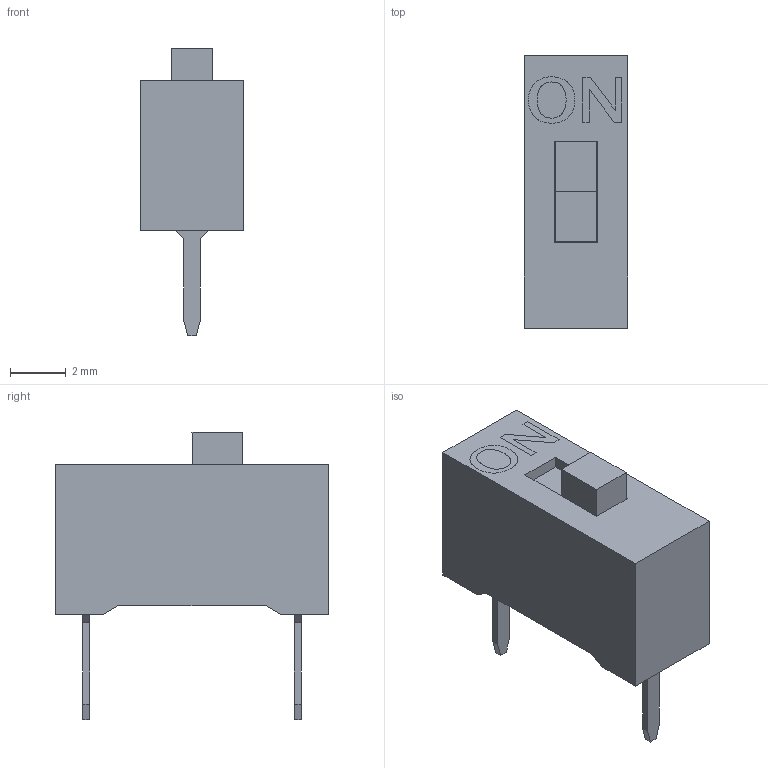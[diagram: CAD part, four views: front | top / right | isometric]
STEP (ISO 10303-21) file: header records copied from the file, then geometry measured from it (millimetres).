
FILE_DESCRIPTION(('STEP AP214'), '1');
FILE_NAME('418117270902', '2016-10-27T19:48:59', ('Nobody'), (''), 'ASCON STEP Converter 1.3', 'ASCON Math Kernel', '');
FILE_SCHEMA(('AUTOMOTIVE_DESIGN { 1 0 10303 214 3 1 1}'));
Length unit declared in the file: millimetre
Bounding box: 3.74 x 9.8 x 10.35 mm (x, y, z)
Volume: 189.3 mm3; surface area: 273.2 mm2
Topology: 4 solids, 4 shells, 58 faces, 214 edges, 168 vertices
Faces by surface type: plane 58
Entity records: 2916 total; most frequent: CARTESIAN_POINT 441, ORIENTED_EDGE 428, DIRECTION 396, EDGE_CURVE 214, VERTEX_POINT 168, LINE 150, VECTOR 150, AXIS2_PLACEMENT_3D 123
